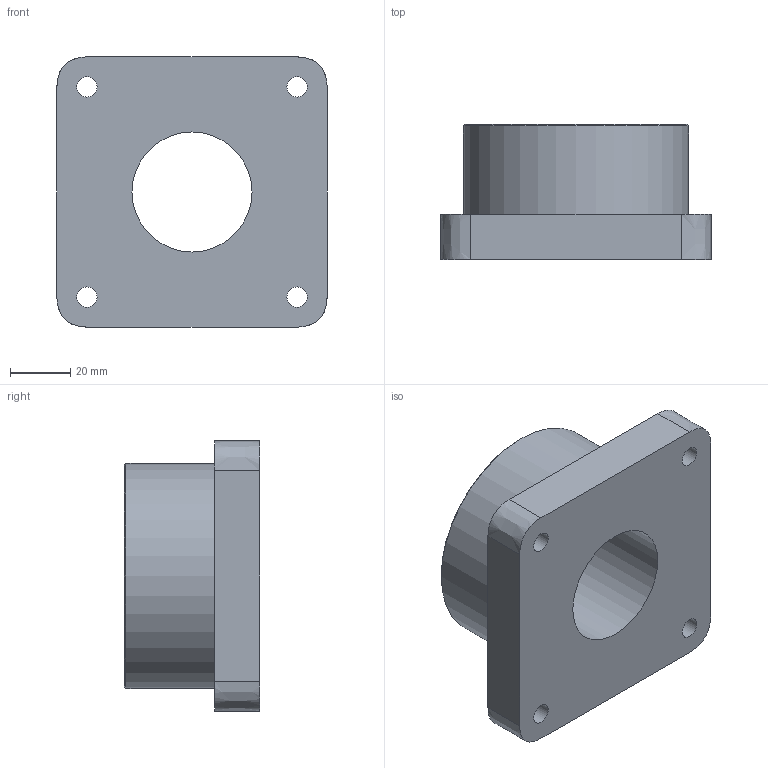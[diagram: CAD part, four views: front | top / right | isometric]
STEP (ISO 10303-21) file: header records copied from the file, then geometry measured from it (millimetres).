
FILE_DESCRIPTION(/* description */ (''),/* implementation_level */ '2;1');
FILE_NAME(/* name */ 'case study v1.step',/* time_stamp */ '2025-05-22T14:17:42+05:30',/* author */ (''),/* organization */ (''),/* preprocessor_version */ 'ST-DEVELOPER v20.1',/* originating_system */ 'Autodesk Translation Framework v14.4.0.0',/* authorisation */ '');
FILE_SCHEMA (('AUTOMOTIVE_DESIGN { 1 0 10303 214 3 1 1 }'));
Length unit declared in the file: millimetre
Products named in the file (1): case study
Bounding box: 90 x 45 x 90 mm (x, y, z)
Volume: 191716.9 mm3; surface area: 33480.2 mm2
Topology: 1 solids, 1 shells, 27 faces, 58 edges, 38 vertices
Faces by surface type: plane 11, cylinder 10, bspline 4, cone 2
Full cylindrical faces by diameter (mm): 6.779 x4, 8 x4, 40 x1, 75 x1
Entity records: 942 total; most frequent: CARTESIAN_POINT 312, ORIENTED_EDGE 116, DIRECTION 112, EDGE_CURVE 58, AXIS2_PLACEMENT_3D 46, EDGE_LOOP 42, VERTEX_POINT 38, FACE_OUTER_BOUND 27
